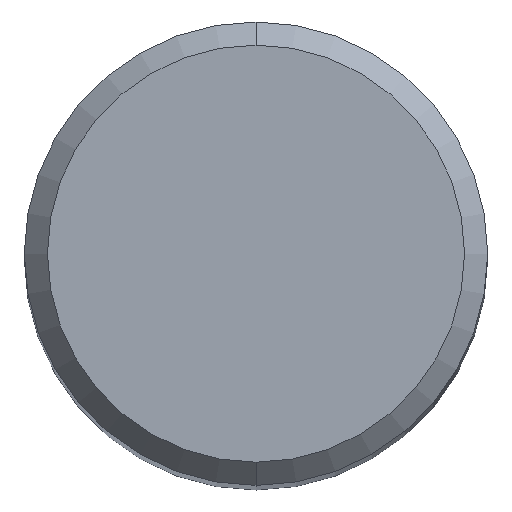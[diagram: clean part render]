
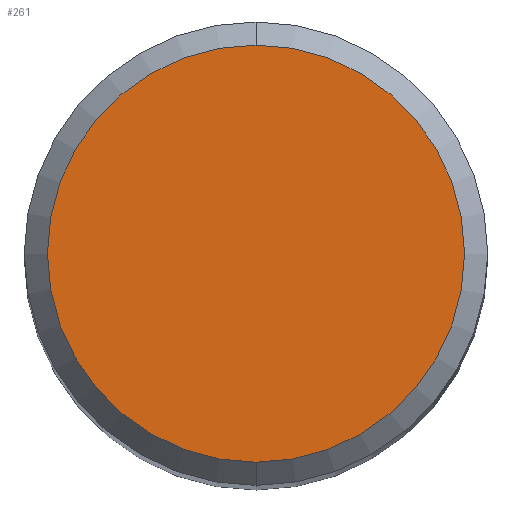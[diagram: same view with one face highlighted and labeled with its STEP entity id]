
A CAD part, top view. The second image highlights one B-rep face of the part: STEP entity #261.
In plain terms, the highlighted planar face has unit normal (0, 0, 1).
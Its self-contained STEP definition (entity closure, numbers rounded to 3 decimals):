
#127=VERTEX_POINT('',#313);
#145=EDGE_CURVE('',#127,#171,#332,.T.);
#171=VERTEX_POINT('',#360);
#219=EDGE_CURVE('',#171,#127,#410,.T.);
#261=ADVANCED_FACE('',(#462),#463,.T.);
#313=CARTESIAN_POINT('',(0.,-7.2,0.0));
#332=CIRCLE('',#541,7.2);
#360=CARTESIAN_POINT('',(0.0,7.2,0.0));
#410=CIRCLE('',#645,7.2);
#462=FACE_OUTER_BOUND('',#708,.T.);
#463=PLANE('',#709);
#541=AXIS2_PLACEMENT_3D('',#783,#784,#785);
#645=AXIS2_PLACEMENT_3D('',#859,#860,#861);
#708=EDGE_LOOP('',(#940,#941));
#709=AXIS2_PLACEMENT_3D('',#942,#943,#944);
#783=CARTESIAN_POINT('',(0.0,0.0,0.0));
#784=DIRECTION('',(0.0,0.0,-1.0));
#785=DIRECTION('',(0.0,1.0,0.0));
#859=CARTESIAN_POINT('',(0.0,0.0,0.0));
#860=DIRECTION('',(0.0,0.0,-1.0));
#861=DIRECTION('',(0.0,1.0,0.0));
#940=ORIENTED_EDGE('',*,*,#219,.F.);
#941=ORIENTED_EDGE('',*,*,#145,.F.);
#942=CARTESIAN_POINT('',(0.0,3.6,0.0));
#943=DIRECTION('',(-0.0,0.0,1.0));
#944=DIRECTION('',(0.0,-1.0,0.0));
